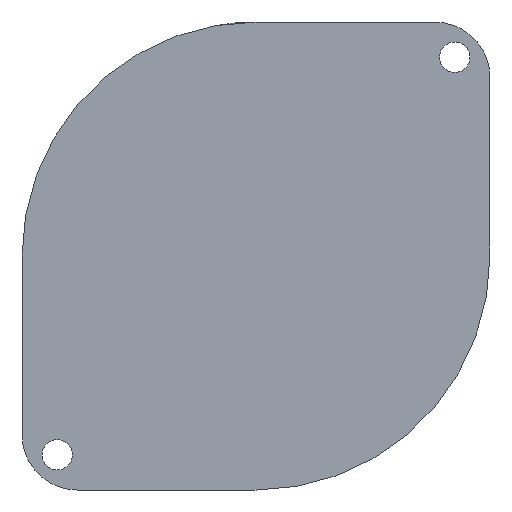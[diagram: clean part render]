
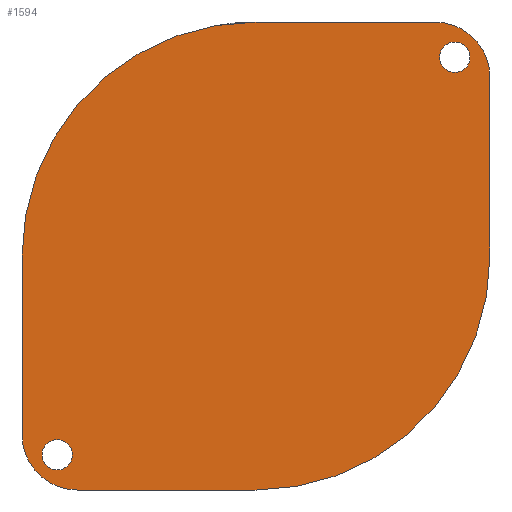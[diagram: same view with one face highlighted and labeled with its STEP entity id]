
A CAD part, front view. The second image highlights one B-rep face of the part: STEP entity #1594.
In plain terms, the highlighted planar face has unit normal (0, -1, 0).
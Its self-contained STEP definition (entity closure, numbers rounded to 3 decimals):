
#20 = VERTEX_POINT ( 'NONE', #3676 ) ;
#23 = DIRECTION ( 'NONE',  ( 0., 0., 1. ) ) ;
#36 = DIRECTION ( 'NONE',  ( 0., 1., 0. ) ) ;
#70 = VERTEX_POINT ( 'NONE', #150 ) ;
#81 = EDGE_CURVE ( 'NONE', #2620, #548, #2420, .T. ) ;
#104 = VECTOR ( 'NONE', #1100, 1000. ) ;
#123 = DIRECTION ( 'NONE',  ( 0., 1., 0. ) ) ;
#150 = CARTESIAN_POINT ( 'NONE',  ( -35.886, 0., -38.636 ) ) ;
#229 = VERTEX_POINT ( 'NONE', #1014 ) ;
#291 = VERTEX_POINT ( 'NONE', #1680 ) ;
#310 = DIRECTION ( 'NONE',  ( 0., 1., 0. ) ) ;
#315 = CARTESIAN_POINT ( 'NONE',  ( 35.886, 0., 33.136 ) ) ;
#328 = EDGE_LOOP ( 'NONE', ( #2845, #1526 ) ) ;
#358 = CIRCLE ( 'NONE', #2299, 2.75 ) ;
#369 = VERTEX_POINT ( 'NONE', #2402 ) ;
#376 = CARTESIAN_POINT ( 'NONE',  ( 35.886, 0., 35.886 ) ) ;
#383 = DIRECTION ( 'NONE',  ( 0., 0., 1. ) ) ;
#388 = DIRECTION ( 'NONE',  ( 0., 1., 0. ) ) ;
#548 = VERTEX_POINT ( 'NONE', #2119 ) ;
#651 = CIRCLE ( 'NONE', #2408, 42.25 ) ;
#694 = EDGE_LOOP ( 'NONE', ( #3637, #1729 ) ) ;
#699 = CIRCLE ( 'NONE', #1642, 42.25 ) ;
#700 = EDGE_CURVE ( 'NONE', #229, #2620, #699, .T. ) ;
#806 = AXIS2_PLACEMENT_3D ( 'NONE', #376, #36, #1669 ) ;
#917 = CARTESIAN_POINT ( 'NONE',  ( -32.25, 0., -32.25 ) ) ;
#984 = CARTESIAN_POINT ( 'NONE',  ( 0., 0., 0. ) ) ;
#1014 = CARTESIAN_POINT ( 'NONE',  ( 42.25, 0., 0. ) ) ;
#1032 = CARTESIAN_POINT ( 'NONE',  ( -35.886, 0., -35.886 ) ) ;
#1034 = ORIENTED_EDGE ( 'NONE', *, *, #3307, .F. ) ;
#1053 = DIRECTION ( 'NONE',  ( 1., 0., 0. ) ) ;
#1100 = DIRECTION ( 'NONE',  ( -1., 0., 0. ) ) ;
#1104 = DIRECTION ( 'NONE',  ( 0., 0., 1. ) ) ;
#1134 = AXIS2_PLACEMENT_3D ( 'NONE', #917, #1192, #3441 ) ;
#1141 = CARTESIAN_POINT ( 'NONE',  ( 42.25, 0., 42.25 ) ) ;
#1190 = CIRCLE ( 'NONE', #1212, 2.75 ) ;
#1192 = DIRECTION ( 'NONE',  ( 0., -1., 0. ) ) ;
#1202 = ORIENTED_EDGE ( 'NONE', *, *, #1257, .F. ) ;
#1212 = AXIS2_PLACEMENT_3D ( 'NONE', #3867, #2912, #3855 ) ;
#1257 = EDGE_CURVE ( 'NONE', #369, #229, #1959, .T. ) ;
#1268 = ORIENTED_EDGE ( 'NONE', *, *, #2394, .F. ) ;
#1311 = CARTESIAN_POINT ( 'NONE',  ( -42.25, 0., -32.25 ) ) ;
#1343 = VECTOR ( 'NONE', #3669, 1000. ) ;
#1352 = EDGE_CURVE ( 'NONE', #2429, #548, #3414, .T. ) ;
#1396 = VERTEX_POINT ( 'NONE', #315 ) ;
#1526 = ORIENTED_EDGE ( 'NONE', *, *, #1643, .T. ) ;
#1539 = CARTESIAN_POINT ( 'NONE',  ( 32.25, 0., 32.25 ) ) ;
#1543 = ORIENTED_EDGE ( 'NONE', *, *, #1352, .T. ) ;
#1554 = DIRECTION ( 'NONE',  ( 0., 0., 1. ) ) ;
#1594 = ADVANCED_FACE ( 'NONE', ( #3265, #2428, #4007 ), #2664, .F. ) ;
#1595 = EDGE_CURVE ( 'NONE', #2332, #291, #4047, .T. ) ;
#1603 = CARTESIAN_POINT ( 'NONE',  ( -42.25, 0., -42.25 ) ) ;
#1642 = AXIS2_PLACEMENT_3D ( 'NONE', #984, #3862, #383 ) ;
#1643 = EDGE_CURVE ( 'NONE', #70, #20, #4002, .T. ) ;
#1653 = DIRECTION ( 'NONE',  ( 0., 1., 0. ) ) ;
#1669 = DIRECTION ( 'NONE',  ( 0., 0., 1. ) ) ;
#1680 = CARTESIAN_POINT ( 'NONE',  ( 32.25, 0., 42.25 ) ) ;
#1717 = CARTESIAN_POINT ( 'NONE',  ( -42.25, 0., 0. ) ) ;
#1729 = ORIENTED_EDGE ( 'NONE', *, *, #2161, .T. ) ;
#1831 = CARTESIAN_POINT ( 'NONE',  ( 0., 0., -42.25 ) ) ;
#1878 = DIRECTION ( 'NONE',  ( 0., 0., 1. ) ) ;
#1959 = LINE ( 'NONE', #1141, #1343 ) ;
#2119 = CARTESIAN_POINT ( 'NONE',  ( -32.25, 0., -42.25 ) ) ;
#2137 = CIRCLE ( 'NONE', #2905, 10. ) ;
#2152 = LINE ( 'NONE', #1603, #3202 ) ;
#2161 = EDGE_CURVE ( 'NONE', #1396, #3326, #1190, .T. ) ;
#2201 = EDGE_CURVE ( 'NONE', #3326, #1396, #3929, .T. ) ;
#2205 = EDGE_CURVE ( 'NONE', #20, #70, #358, .T. ) ;
#2299 = AXIS2_PLACEMENT_3D ( 'NONE', #1032, #1653, #23 ) ;
#2332 = VERTEX_POINT ( 'NONE', #2598 ) ;
#2372 = VECTOR ( 'NONE', #1053, 1000. ) ;
#2394 = EDGE_CURVE ( 'NONE', #2429, #3703, #2152, .T. ) ;
#2402 = CARTESIAN_POINT ( 'NONE',  ( 42.25, 0., 32.25 ) ) ;
#2408 = AXIS2_PLACEMENT_3D ( 'NONE', #2875, #310, #1878 ) ;
#2420 = LINE ( 'NONE', #3308, #104 ) ;
#2428 = FACE_BOUND ( 'NONE', #328, .T. ) ;
#2429 = VERTEX_POINT ( 'NONE', #1311 ) ;
#2598 = CARTESIAN_POINT ( 'NONE',  ( 0., 0., 42.25 ) ) ;
#2620 = VERTEX_POINT ( 'NONE', #1831 ) ;
#2664 = PLANE ( 'NONE',  #3595 ) ;
#2845 = ORIENTED_EDGE ( 'NONE', *, *, #2205, .T. ) ;
#2848 = DIRECTION ( 'NONE',  ( 0., -1., 0. ) ) ;
#2863 = CARTESIAN_POINT ( 'NONE',  ( 35.886, 0., 38.636 ) ) ;
#2875 = CARTESIAN_POINT ( 'NONE',  ( 0., 0., 0. ) ) ;
#2883 = AXIS2_PLACEMENT_3D ( 'NONE', #3041, #123, #1104 ) ;
#2905 = AXIS2_PLACEMENT_3D ( 'NONE', #1539, #2848, #1554 ) ;
#2912 = DIRECTION ( 'NONE',  ( 0., 1., 0. ) ) ;
#2960 = CARTESIAN_POINT ( 'NONE',  ( 0., 0., 42.25 ) ) ;
#3041 = CARTESIAN_POINT ( 'NONE',  ( -35.886, 0., -35.886 ) ) ;
#3173 = ORIENTED_EDGE ( 'NONE', *, *, #81, .F. ) ;
#3202 = VECTOR ( 'NONE', #3214, 1000. ) ;
#3214 = DIRECTION ( 'NONE',  ( 0., 0., 1. ) ) ;
#3265 = FACE_BOUND ( 'NONE', #694, .T. ) ;
#3269 = DIRECTION ( 'NONE',  ( 0., 0., 1. ) ) ;
#3307 = EDGE_CURVE ( 'NONE', #3703, #2332, #651, .T. ) ;
#3308 = CARTESIAN_POINT ( 'NONE',  ( 0., 0., -42.25 ) ) ;
#3326 = VERTEX_POINT ( 'NONE', #2863 ) ;
#3414 = CIRCLE ( 'NONE', #1134, 10. ) ;
#3426 = EDGE_LOOP ( 'NONE', ( #1268, #1543, #3173, #3467, #1202, #3665, #3874, #1034 ) ) ;
#3441 = DIRECTION ( 'NONE',  ( 0., 0., 1. ) ) ;
#3467 = ORIENTED_EDGE ( 'NONE', *, *, #700, .F. ) ;
#3474 = EDGE_CURVE ( 'NONE', #369, #291, #2137, .T. ) ;
#3595 = AXIS2_PLACEMENT_3D ( 'NONE', #3886, #388, #3269 ) ;
#3637 = ORIENTED_EDGE ( 'NONE', *, *, #2201, .T. ) ;
#3665 = ORIENTED_EDGE ( 'NONE', *, *, #3474, .T. ) ;
#3669 = DIRECTION ( 'NONE',  ( 0., 0., -1. ) ) ;
#3676 = CARTESIAN_POINT ( 'NONE',  ( -35.886, 0., -33.136 ) ) ;
#3703 = VERTEX_POINT ( 'NONE', #1717 ) ;
#3855 = DIRECTION ( 'NONE',  ( 0., 0., 1. ) ) ;
#3862 = DIRECTION ( 'NONE',  ( 0., 1., 0. ) ) ;
#3867 = CARTESIAN_POINT ( 'NONE',  ( 35.886, 0., 35.886 ) ) ;
#3874 = ORIENTED_EDGE ( 'NONE', *, *, #1595, .F. ) ;
#3886 = CARTESIAN_POINT ( 'NONE',  ( 0., 0., 0. ) ) ;
#3929 = CIRCLE ( 'NONE', #806, 2.75 ) ;
#4002 = CIRCLE ( 'NONE', #2883, 2.75 ) ;
#4007 = FACE_OUTER_BOUND ( 'NONE', #3426, .T. ) ;
#4047 = LINE ( 'NONE', #2960, #2372 ) ;
